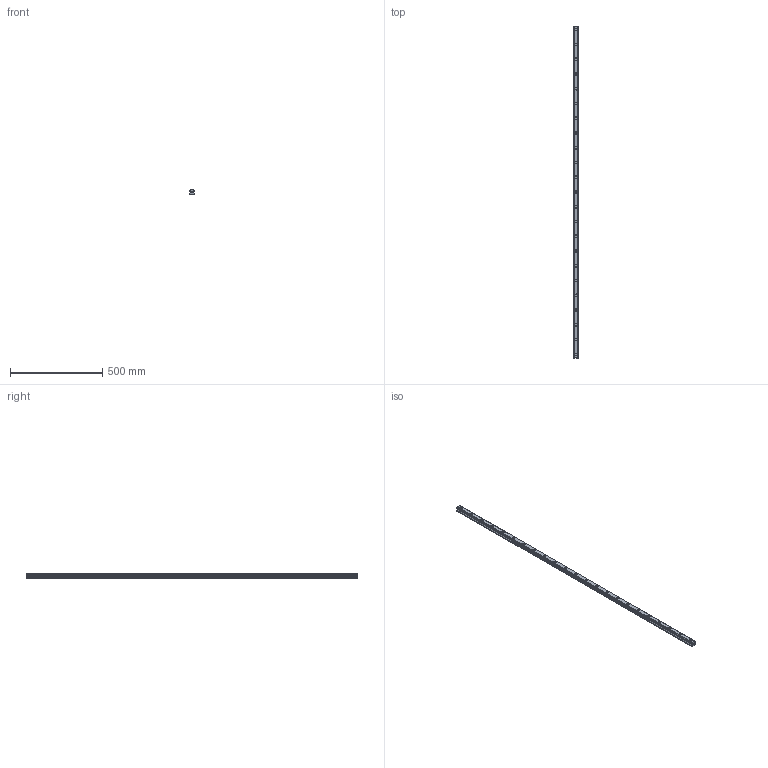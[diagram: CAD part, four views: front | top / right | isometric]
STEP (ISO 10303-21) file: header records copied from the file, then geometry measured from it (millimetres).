
FILE_DESCRIPTION(('STEP AP214'),'1');
FILE_NAME('cctmp_D31969D6-4F78-4FDF-9187-D50D66866907_2020_6_24_9_29_43_192..stp','2020-06-24T07:29:43',('HIWIN GmbH'),('CADClick - www.CADClick.com'),'Spatial InterOp 3D',' ','unknown authorization');
FILE_SCHEMA(('AUTOMOTIVE_DESIGN'));
Length unit declared in the file: millimetre
Products named in the file (1): HGR30R1800H_FILE
Bounding box: 28 x 1800 x 26 mm (x, y, z)
Volume: 1046002.9 mm3; surface area: 224043.3 mm2
Topology: 1 solids, 1 shells, 322 faces, 741 edges, 494 vertices
Faces by surface type: plane 162, cylinder 160
Entity records: 11825 total; most frequent: DIRECTION 1707, CARTESIAN_POINT 1558, ORIENTED_EDGE 1482, EDGE_CURVE 741, AXIS2_PLACEMENT_3D 643, VERTEX_POINT 494, LINE 421, VECTOR 421
